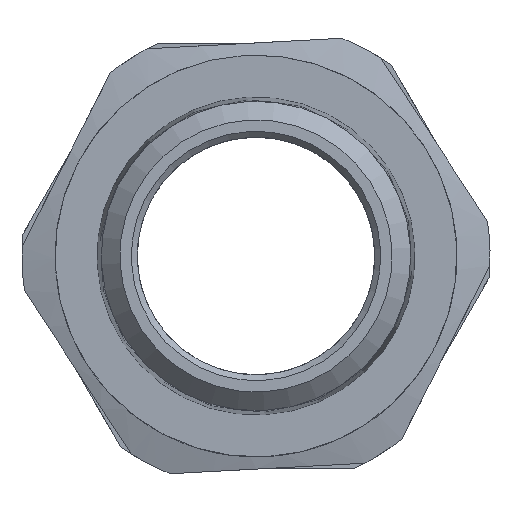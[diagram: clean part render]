
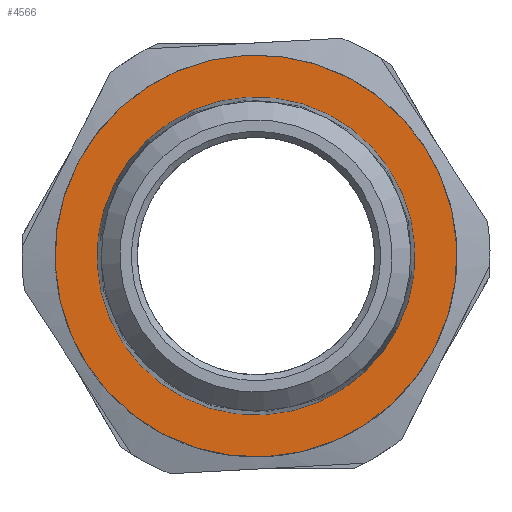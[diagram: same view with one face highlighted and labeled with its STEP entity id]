
A CAD part, left-side view. The second image highlights one B-rep face of the part: STEP entity #4566.
In plain terms, the highlighted planar face has unit normal (-1, 0, 0).
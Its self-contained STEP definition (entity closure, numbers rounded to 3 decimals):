
#163 = ORIENTED_EDGE ( 'NONE', *, *, #1288, .T. ) ;
#301 = CARTESIAN_POINT ( 'NONE',  ( 14.9, -7.84, -2.151 ) ) ;
#386 = FACE_BOUND ( 'NONE', #4221, .T. ) ;
#894 = AXIS2_PLACEMENT_3D ( 'NONE', #1955, #5453, #5964 ) ;
#1059 = DIRECTION ( 'NONE',  ( 0., 0.054, 0.999 ) ) ;
#1288 = EDGE_CURVE ( 'NONE', #3042, #3042, #4235, .T. ) ;
#1372 = DIRECTION ( 'NONE',  ( 0., 0.054, 0.999 ) ) ;
#1721 = FACE_OUTER_BOUND ( 'NONE', #3657, .T. ) ;
#1930 = CARTESIAN_POINT ( 'NONE',  ( 14.9, -7.115, 11.28 ) ) ;
#1955 = CARTESIAN_POINT ( 'NONE',  ( 14.9, -7.84, -2.151 ) ) ;
#2510 = AXIS2_PLACEMENT_3D ( 'NONE', #301, #3797, #1372 ) ;
#2607 = PLANE ( 'NONE',  #4116 ) ;
#3042 = VERTEX_POINT ( 'NONE', #3899 ) ;
#3106 = DIRECTION ( 'NONE',  ( -1., 0., 0. ) ) ;
#3170 = ORIENTED_EDGE ( 'NONE', *, *, #3261, .F. ) ;
#3261 = EDGE_CURVE ( 'NONE', #5371, #5371, #6455, .T. ) ;
#3657 = EDGE_LOOP ( 'NONE', ( #163 ) ) ;
#3797 = DIRECTION ( 'NONE',  ( -1., 0., 0. ) ) ;
#3899 = CARTESIAN_POINT ( 'NONE',  ( 14.9, -6.923, 14.825 ) ) ;
#4116 = AXIS2_PLACEMENT_3D ( 'NONE', #5508, #3106, #1059 ) ;
#4221 = EDGE_LOOP ( 'NONE', ( #3170 ) ) ;
#4235 = CIRCLE ( 'NONE', #894, 17. ) ;
#4566 = ADVANCED_FACE ( 'NONE', ( #1721, #386 ), #2607, .T. ) ;
#5371 = VERTEX_POINT ( 'NONE', #1930 ) ;
#5453 = DIRECTION ( 'NONE',  ( -1., 0., 0. ) ) ;
#5508 = CARTESIAN_POINT ( 'NONE',  ( 14.9, -8.566, -15.581 ) ) ;
#5964 = DIRECTION ( 'NONE',  ( 0., 0.054, 0.999 ) ) ;
#6455 = CIRCLE ( 'NONE', #2510, 13.45 ) ;
